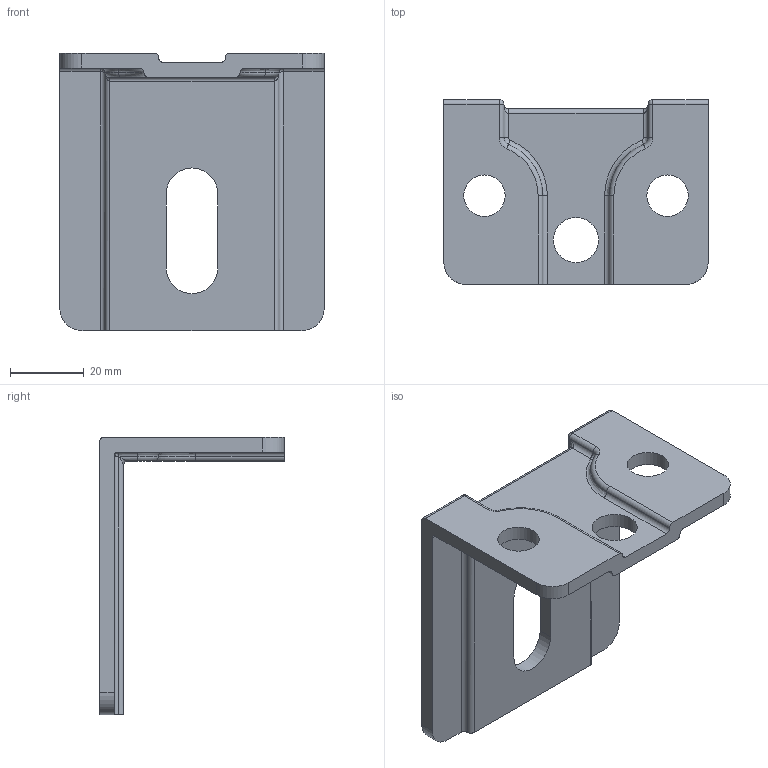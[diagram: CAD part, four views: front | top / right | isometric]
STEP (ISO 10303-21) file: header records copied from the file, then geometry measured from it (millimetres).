
FILE_DESCRIPTION((''),'2;1');
FILE_NAME('6258.stp','2010-06-14T10:00:51',('Didierr'),(''),'Autodesk Inventor 2010','Autodesk Inventor 2010','');
FILE_SCHEMA(('AUTOMOTIVE_DESIGN { 1 0 10303 214 1 1 1 1 }'));
Length unit declared in the file: millimetre
Products named in the file (1): 6258
Bounding box: 71.5 x 50 x 75 mm (x, y, z)
Volume: 33079.1 mm3; surface area: 18258.5 mm2
Topology: 1 solids, 1 shells, 81 faces, 205 edges, 118 vertices
Faces by surface type: cylinder 37, plane 18, bspline 16, torus 8, sphere 2
Full cylindrical faces by diameter (mm): 12.2 x1
Entity records: 2725 total; most frequent: CARTESIAN_POINT 781, DIRECTION 428, ORIENTED_EDGE 388, EDGE_CURVE 194, AXIS2_PLACEMENT_3D 172, VERTEX_POINT 118, CIRCLE 98, EDGE_LOOP 92
